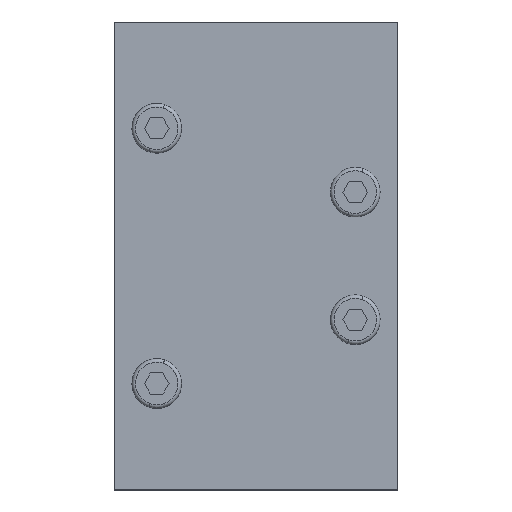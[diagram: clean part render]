
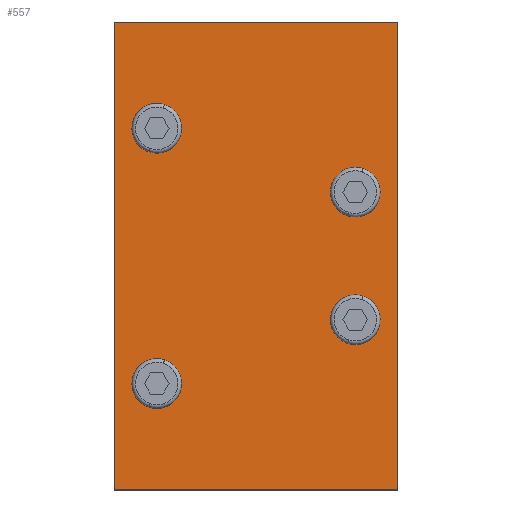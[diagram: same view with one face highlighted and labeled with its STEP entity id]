
A CAD part, top view. The second image highlights one B-rep face of the part: STEP entity #557.
In plain terms, the highlighted planar face has unit normal (0, 0, 1).
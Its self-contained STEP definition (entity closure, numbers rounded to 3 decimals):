
#14 = CARTESIAN_POINT ( 'NONE',  ( -10.5, 18., 0. ) ) ;
#35 = CARTESIAN_POINT ( 'NONE',  ( -14., 18., 0. ) ) ;
#52 = CIRCLE ( 'NONE', #1301, 3.5 ) ;
#85 = VERTEX_POINT ( 'NONE', #124 ) ;
#93 = CARTESIAN_POINT ( 'NONE',  ( -17.5, 18., 0. ) ) ;
#124 = CARTESIAN_POINT ( 'NONE',  ( -10.5, -18., 0. ) ) ;
#151 = DIRECTION ( 'NONE',  ( 0., 0., -1. ) ) ;
#182 = AXIS2_PLACEMENT_3D ( 'NONE', #368, #2668, #2051 ) ;
#187 = DIRECTION ( 'NONE',  ( 0., 0., -1. ) ) ;
#313 = EDGE_CURVE ( 'NONE', #2011, #622, #465, .T. ) ;
#321 = CARTESIAN_POINT ( 'NONE',  ( -20., 33., 0. ) ) ;
#324 = DIRECTION ( 'NONE',  ( -1., 0., 0. ) ) ;
#368 = CARTESIAN_POINT ( 'NONE',  ( 14., -9., 0. ) ) ;
#402 = VERTEX_POINT ( 'NONE', #2641 ) ;
#413 = FACE_BOUND ( 'NONE', #2516, .T. ) ;
#441 = CARTESIAN_POINT ( 'NONE',  ( 20., 33., 0. ) ) ;
#451 = VERTEX_POINT ( 'NONE', #819 ) ;
#461 = CARTESIAN_POINT ( 'NONE',  ( 0., 0., 0. ) ) ;
#465 = CIRCLE ( 'NONE', #816, 3.5 ) ;
#470 = ORIENTED_EDGE ( 'NONE', *, *, #1544, .T. ) ;
#488 = CARTESIAN_POINT ( 'NONE',  ( 14., 9., 0. ) ) ;
#508 = EDGE_LOOP ( 'NONE', ( #1672, #2220, #1807, #1332 ) ) ;
#527 = DIRECTION ( 'NONE',  ( 0., 0., -1. ) ) ;
#557 = ADVANCED_FACE ( 'NONE', ( #413, #1658, #2334, #683, #916 ), #1098, .T. ) ;
#572 = CARTESIAN_POINT ( 'NONE',  ( -14., -18., 0. ) ) ;
#622 = VERTEX_POINT ( 'NONE', #1939 ) ;
#683 = FACE_BOUND ( 'NONE', #1277, .T. ) ;
#695 = EDGE_LOOP ( 'NONE', ( #1767, #2329 ) ) ;
#702 = DIRECTION ( 'NONE',  ( 1., 0., 0. ) ) ;
#738 = CARTESIAN_POINT ( 'NONE',  ( 10.5, 9., 0. ) ) ;
#771 = VERTEX_POINT ( 'NONE', #1344 ) ;
#816 = AXIS2_PLACEMENT_3D ( 'NONE', #1181, #151, #2403 ) ;
#819 = CARTESIAN_POINT ( 'NONE',  ( 20., -33., 0. ) ) ;
#865 = DIRECTION ( 'NONE',  ( -1., 0., 0. ) ) ;
#895 = LINE ( 'NONE', #1934, #1468 ) ;
#916 = FACE_OUTER_BOUND ( 'NONE', #508, .T. ) ;
#953 = EDGE_CURVE ( 'NONE', #2185, #2171, #1815, .T. ) ;
#955 = AXIS2_PLACEMENT_3D ( 'NONE', #488, #1715, #865 ) ;
#960 = CARTESIAN_POINT ( 'NONE',  ( -14., 18., 0. ) ) ;
#963 = EDGE_LOOP ( 'NONE', ( #1654, #470 ) ) ;
#988 = DIRECTION ( 'NONE',  ( 0., 0., -1. ) ) ;
#993 = AXIS2_PLACEMENT_3D ( 'NONE', #35, #187, #1406 ) ;
#1003 = CIRCLE ( 'NONE', #2206, 3.5 ) ;
#1041 = DIRECTION ( 'NONE',  ( -1., 0., 0. ) ) ;
#1088 = CIRCLE ( 'NONE', #182, 3.5 ) ;
#1098 = PLANE ( 'NONE',  #2405 ) ;
#1102 = VERTEX_POINT ( 'NONE', #738 ) ;
#1181 = CARTESIAN_POINT ( 'NONE',  ( 14., -9., 0. ) ) ;
#1205 = CARTESIAN_POINT ( 'NONE',  ( 17.5, -9., 0. ) ) ;
#1277 = EDGE_LOOP ( 'NONE', ( #1299, #1966 ) ) ;
#1299 = ORIENTED_EDGE ( 'NONE', *, *, #1411, .T. ) ;
#1301 = AXIS2_PLACEMENT_3D ( 'NONE', #1627, #2628, #1577 ) ;
#1321 = LINE ( 'NONE', #321, #1604 ) ;
#1332 = ORIENTED_EDGE ( 'NONE', *, *, #1393, .T. ) ;
#1344 = CARTESIAN_POINT ( 'NONE',  ( -17.5, -18., 0. ) ) ;
#1368 = DIRECTION ( 'NONE',  ( 0., 0., -1. ) ) ;
#1393 = EDGE_CURVE ( 'NONE', #451, #1731, #895, .T. ) ;
#1406 = DIRECTION ( 'NONE',  ( -1., 0., 0. ) ) ;
#1411 = EDGE_CURVE ( 'NONE', #1102, #2626, #2283, .T. ) ;
#1464 = LINE ( 'NONE', #441, #1558 ) ;
#1468 = VECTOR ( 'NONE', #1470, 1000. ) ;
#1470 = DIRECTION ( 'NONE',  ( 0., 1., 0. ) ) ;
#1483 = LINE ( 'NONE', #2302, #2030 ) ;
#1492 = DIRECTION ( 'NONE',  ( 1., 0., 0. ) ) ;
#1544 = EDGE_CURVE ( 'NONE', #85, #771, #2162, .T. ) ;
#1558 = VECTOR ( 'NONE', #1041, 1000. ) ;
#1577 = DIRECTION ( 'NONE',  ( -1., 0., 0. ) ) ;
#1593 = EDGE_CURVE ( 'NONE', #622, #2011, #1088, .T. ) ;
#1604 = VECTOR ( 'NONE', #2143, 1000. ) ;
#1618 = DIRECTION ( 'NONE',  ( -1., 0., 0. ) ) ;
#1627 = CARTESIAN_POINT ( 'NONE',  ( 14., 9., 0. ) ) ;
#1642 = AXIS2_PLACEMENT_3D ( 'NONE', #572, #988, #1618 ) ;
#1654 = ORIENTED_EDGE ( 'NONE', *, *, #2597, .T. ) ;
#1658 = FACE_BOUND ( 'NONE', #963, .T. ) ;
#1672 = ORIENTED_EDGE ( 'NONE', *, *, #2126, .T. ) ;
#1715 = DIRECTION ( 'NONE',  ( 0., 0., -1. ) ) ;
#1731 = VERTEX_POINT ( 'NONE', #1869 ) ;
#1748 = EDGE_CURVE ( 'NONE', #1840, #451, #1483, .T. ) ;
#1750 = DIRECTION ( 'NONE',  ( 0., 0., 1. ) ) ;
#1767 = ORIENTED_EDGE ( 'NONE', *, *, #1593, .T. ) ;
#1789 = CARTESIAN_POINT ( 'NONE',  ( 17.5, 9., 0. ) ) ;
#1795 = EDGE_CURVE ( 'NONE', #2171, #2185, #1003, .T. ) ;
#1807 = ORIENTED_EDGE ( 'NONE', *, *, #1748, .T. ) ;
#1815 = CIRCLE ( 'NONE', #993, 3.5 ) ;
#1836 = ORIENTED_EDGE ( 'NONE', *, *, #953, .T. ) ;
#1840 = VERTEX_POINT ( 'NONE', #1961 ) ;
#1869 = CARTESIAN_POINT ( 'NONE',  ( 20., 33., 0. ) ) ;
#1934 = CARTESIAN_POINT ( 'NONE',  ( 20., -33., 0. ) ) ;
#1939 = CARTESIAN_POINT ( 'NONE',  ( 10.5, -9., 0. ) ) ;
#1947 = EDGE_CURVE ( 'NONE', #2626, #1102, #52, .T. ) ;
#1961 = CARTESIAN_POINT ( 'NONE',  ( -20., -33., 0. ) ) ;
#1966 = ORIENTED_EDGE ( 'NONE', *, *, #1947, .T. ) ;
#2011 = VERTEX_POINT ( 'NONE', #1205 ) ;
#2030 = VECTOR ( 'NONE', #1492, 1000. ) ;
#2051 = DIRECTION ( 'NONE',  ( -1., 0., 0. ) ) ;
#2126 = EDGE_CURVE ( 'NONE', #1731, #402, #1464, .T. ) ;
#2143 = DIRECTION ( 'NONE',  ( 0., -1., 0. ) ) ;
#2162 = CIRCLE ( 'NONE', #1642, 3.5 ) ;
#2171 = VERTEX_POINT ( 'NONE', #14 ) ;
#2177 = CARTESIAN_POINT ( 'NONE',  ( -14., -18., 0. ) ) ;
#2185 = VERTEX_POINT ( 'NONE', #93 ) ;
#2206 = AXIS2_PLACEMENT_3D ( 'NONE', #960, #527, #324 ) ;
#2220 = ORIENTED_EDGE ( 'NONE', *, *, #2237, .T. ) ;
#2237 = EDGE_CURVE ( 'NONE', #402, #1840, #1321, .T. ) ;
#2283 = CIRCLE ( 'NONE', #955, 3.5 ) ;
#2290 = CIRCLE ( 'NONE', #2640, 3.5 ) ;
#2302 = CARTESIAN_POINT ( 'NONE',  ( -20., -33., 0. ) ) ;
#2329 = ORIENTED_EDGE ( 'NONE', *, *, #313, .T. ) ;
#2334 = FACE_BOUND ( 'NONE', #695, .T. ) ;
#2396 = DIRECTION ( 'NONE',  ( -1., 0., 0. ) ) ;
#2403 = DIRECTION ( 'NONE',  ( -1., 0., 0. ) ) ;
#2405 = AXIS2_PLACEMENT_3D ( 'NONE', #461, #1750, #702 ) ;
#2459 = ORIENTED_EDGE ( 'NONE', *, *, #1795, .T. ) ;
#2516 = EDGE_LOOP ( 'NONE', ( #1836, #2459 ) ) ;
#2597 = EDGE_CURVE ( 'NONE', #771, #85, #2290, .T. ) ;
#2626 = VERTEX_POINT ( 'NONE', #1789 ) ;
#2628 = DIRECTION ( 'NONE',  ( 0., 0., -1. ) ) ;
#2640 = AXIS2_PLACEMENT_3D ( 'NONE', #2177, #1368, #2396 ) ;
#2641 = CARTESIAN_POINT ( 'NONE',  ( -20., 33., 0. ) ) ;
#2668 = DIRECTION ( 'NONE',  ( 0., 0., -1. ) ) ;
